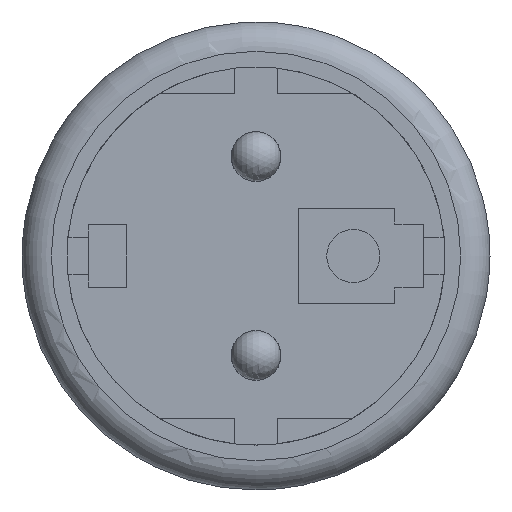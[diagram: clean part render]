
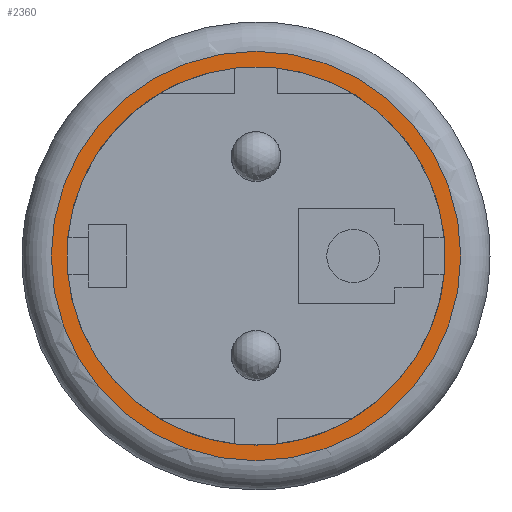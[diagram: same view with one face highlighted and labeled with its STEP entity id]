
A CAD part, left-side view. The second image highlights one B-rep face of the part: STEP entity #2360.
In plain terms, the highlighted face is planar.
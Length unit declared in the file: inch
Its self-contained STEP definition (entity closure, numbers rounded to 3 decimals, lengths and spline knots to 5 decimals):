
#365 = CARTESIAN_POINT ( 'NONE',  ( -0.734, 0., 0.711 ) ) ;
#951 = CARTESIAN_POINT ( 'NONE',  ( -0.734, 0., 0. ) ) ;
#1436 = AXIS2_PLACEMENT_3D ( 'NONE', #3693, #7534, #1857 ) ;
#1478 = VERTEX_POINT ( 'NONE', #11786 ) ;
#1592 = DIRECTION ( 'NONE',  ( -1., 0., 0. ) ) ;
#1670 = ORIENTED_EDGE ( 'NONE', *, *, #8999, .F. ) ;
#1775 = VERTEX_POINT ( 'NONE', #365 ) ;
#1857 = DIRECTION ( 'NONE',  ( 0., 0., 1. ) ) ;
#1918 = DIRECTION ( 'NONE',  ( 0., 0., 1. ) ) ;
#2360 = ADVANCED_FACE ( 'NONE', ( #9989, #2388 ), #12305, .F. ) ;
#2388 = FACE_OUTER_BOUND ( 'NONE', #10463, .T. ) ;
#3693 = CARTESIAN_POINT ( 'NONE',  ( -0.734, 0., 0. ) ) ;
#5168 = AXIS2_PLACEMENT_3D ( 'NONE', #951, #7610, #1918 ) ;
#5522 = EDGE_CURVE ( 'NONE', #1775, #1775, #9575, .T. ) ;
#6193 = ORIENTED_EDGE ( 'NONE', *, *, #5522, .F. ) ;
#6690 = CIRCLE ( 'NONE', #8461, 0.77 ) ;
#7279 = CARTESIAN_POINT ( 'NONE',  ( -0.734, 0., 0. ) ) ;
#7534 = DIRECTION ( 'NONE',  ( -1., 0., 0. ) ) ;
#7610 = DIRECTION ( 'NONE',  ( 1., 0., 0. ) ) ;
#8233 = DIRECTION ( 'NONE',  ( 0., 0., 1. ) ) ;
#8461 = AXIS2_PLACEMENT_3D ( 'NONE', #7279, #1592, #8233 ) ;
#8999 = EDGE_CURVE ( 'NONE', #1478, #1478, #6690, .T. ) ;
#9575 = CIRCLE ( 'NONE', #5168, 0.711 ) ;
#9989 = FACE_BOUND ( 'NONE', #11691, .T. ) ;
#10463 = EDGE_LOOP ( 'NONE', ( #1670 ) ) ;
#11691 = EDGE_LOOP ( 'NONE', ( #6193 ) ) ;
#11786 = CARTESIAN_POINT ( 'NONE',  ( -0.734, 0., 0.77 ) ) ;
#12305 = PLANE ( 'NONE',  #1436 ) ;
